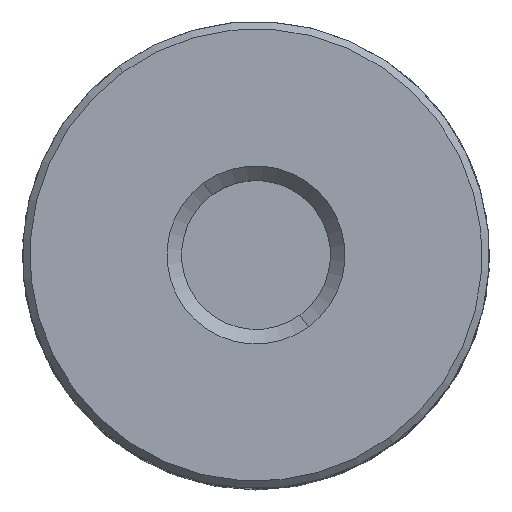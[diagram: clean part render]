
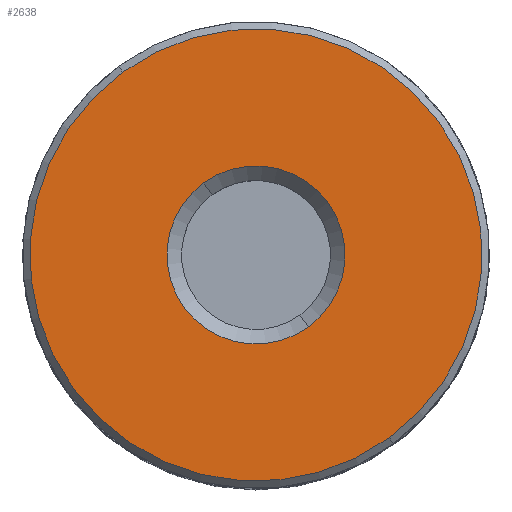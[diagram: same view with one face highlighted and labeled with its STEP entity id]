
A CAD part, top view. The second image highlights one B-rep face of the part: STEP entity #2638.
In plain terms, the highlighted face is planar.
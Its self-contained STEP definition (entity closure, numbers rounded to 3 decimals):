
#54 = EDGE_CURVE ( 'NONE', #1272, #1795, #1527, .T. ) ;
#61 = CIRCLE ( 'NONE', #3019, 6.1 ) ;
#63 = DIRECTION ( 'NONE',  ( 0., 0., -1. ) ) ;
#86 = EDGE_LOOP ( 'NONE', ( #1166, #2042 ) ) ;
#118 = CIRCLE ( 'NONE', #537, 15.49 ) ;
#189 = AXIS2_PLACEMENT_3D ( 'NONE', #375, #331, #2009 ) ;
#302 = DIRECTION ( 'NONE',  ( 1., 0., 0. ) ) ;
#331 = DIRECTION ( 'NONE',  ( 0., 0., 1. ) ) ;
#375 = CARTESIAN_POINT ( 'NONE',  ( 0., 0., 0. ) ) ;
#455 = VERTEX_POINT ( 'NONE', #1250 ) ;
#486 = FACE_BOUND ( 'NONE', #1768, .T. ) ;
#537 = AXIS2_PLACEMENT_3D ( 'NONE', #1235, #63, #1467 ) ;
#698 = CIRCLE ( 'NONE', #1766, 15.49 ) ;
#735 = EDGE_CURVE ( 'NONE', #455, #2627, #698, .T. ) ;
#870 = DIRECTION ( 'NONE',  ( 0., 0., 1. ) ) ;
#1166 = ORIENTED_EDGE ( 'NONE', *, *, #3045, .T. ) ;
#1235 = CARTESIAN_POINT ( 'NONE',  ( 0., 0., 0. ) ) ;
#1250 = CARTESIAN_POINT ( 'NONE',  ( -15.49, 0., 0. ) ) ;
#1270 = FACE_OUTER_BOUND ( 'NONE', #86, .T. ) ;
#1272 = VERTEX_POINT ( 'NONE', #1486 ) ;
#1358 = CARTESIAN_POINT ( 'NONE',  ( 0., 0., 0. ) ) ;
#1426 = ORIENTED_EDGE ( 'NONE', *, *, #2186, .T. ) ;
#1467 = DIRECTION ( 'NONE',  ( 1., 0., 0. ) ) ;
#1486 = CARTESIAN_POINT ( 'NONE',  ( 6.1, 0., 0. ) ) ;
#1527 = CIRCLE ( 'NONE', #189, 6.1 ) ;
#1576 = CARTESIAN_POINT ( 'NONE',  ( 15.49, 0., 0. ) ) ;
#1766 = AXIS2_PLACEMENT_3D ( 'NONE', #2560, #2083, #2549 ) ;
#1768 = EDGE_LOOP ( 'NONE', ( #1426, #1869 ) ) ;
#1795 = VERTEX_POINT ( 'NONE', #2943 ) ;
#1840 = AXIS2_PLACEMENT_3D ( 'NONE', #1358, #870, #1892 ) ;
#1869 = ORIENTED_EDGE ( 'NONE', *, *, #54, .T. ) ;
#1892 = DIRECTION ( 'NONE',  ( 1., 0., 0. ) ) ;
#2009 = DIRECTION ( 'NONE',  ( 1., 0., 0. ) ) ;
#2042 = ORIENTED_EDGE ( 'NONE', *, *, #735, .T. ) ;
#2083 = DIRECTION ( 'NONE',  ( 0., 0., -1. ) ) ;
#2186 = EDGE_CURVE ( 'NONE', #1795, #1272, #61, .T. ) ;
#2483 = CARTESIAN_POINT ( 'NONE',  ( 0., 0., 0. ) ) ;
#2549 = DIRECTION ( 'NONE',  ( 1., 0., 0. ) ) ;
#2560 = CARTESIAN_POINT ( 'NONE',  ( 0., 0., 0. ) ) ;
#2627 = VERTEX_POINT ( 'NONE', #1576 ) ;
#2638 = ADVANCED_FACE ( 'NONE', ( #486, #1270 ), #2771, .F. ) ;
#2771 = PLANE ( 'NONE',  #1840 ) ;
#2929 = DIRECTION ( 'NONE',  ( 0., 0., 1. ) ) ;
#2943 = CARTESIAN_POINT ( 'NONE',  ( -6.1, 0., 0. ) ) ;
#3019 = AXIS2_PLACEMENT_3D ( 'NONE', #2483, #2929, #302 ) ;
#3045 = EDGE_CURVE ( 'NONE', #2627, #455, #118, .T. ) ;
